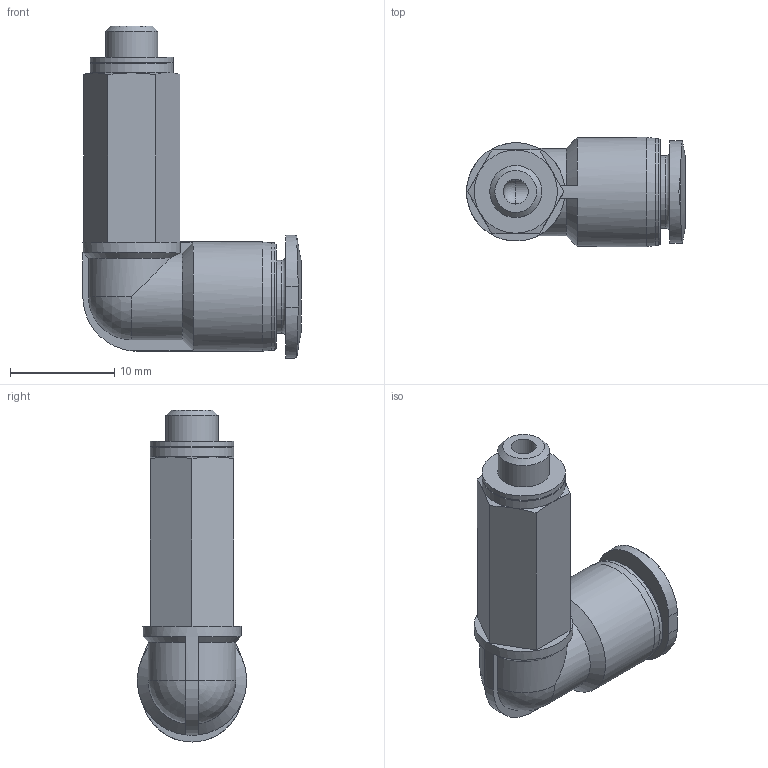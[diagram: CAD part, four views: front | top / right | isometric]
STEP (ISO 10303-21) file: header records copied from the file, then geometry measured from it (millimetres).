
FILE_DESCRIPTION(/* description */ ('STEP AP214'),/* implementation_level */ '2;1');
FILE_NAME(/* name */ '153341_QSMLL-M5-6',/* time_stamp */ '2024-09-10T08:56:19+02:00',/* author */ ('License CC BY-ND 4.0'),/* organization */ ('CADENAS'),/* preprocessor_version */ 'ST-DEVELOPER v19.3',/* originating_system */ 'PARTsolutions',/* authorisation */ ' ');
FILE_SCHEMA (('AUTOMOTIVE_DESIGN {1 0 10303 214 3 1 1}'));
Length unit declared in the file: millimetre
Products named in the file (1): 153341 QSMLL-M5-6
Bounding box: 21.02 x 10.5 x 31.9 mm (x, y, z)
Volume: 2059.7 mm3; surface area: 1885.9 mm2
Topology: 1 solids, 1 shells, 63 faces, 158 edges, 100 vertices
Faces by surface type: plane 22, cylinder 17, cone 15, sphere 5, torus 4
Full cylindrical faces by diameter (mm): 2.4 x2, 5 x1, 6 x1, 7 x1, 8 x2, 10.3 x1, 10.5 x1
Entity records: 2269 total; most frequent: CARTESIAN_POINT 399, DIRECTION 293, ORIENTED_EDGE 274, EDGE_CURVE 137, AXIS2_PLACEMENT_3D 126, VERTEX_POINT 96, EDGE_LOOP 85, FACE_BOUND 85
